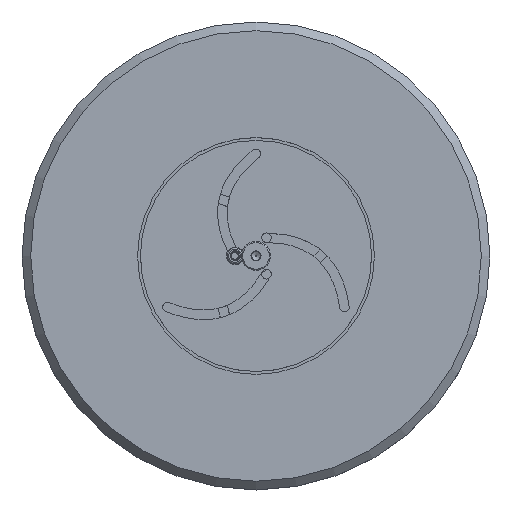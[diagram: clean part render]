
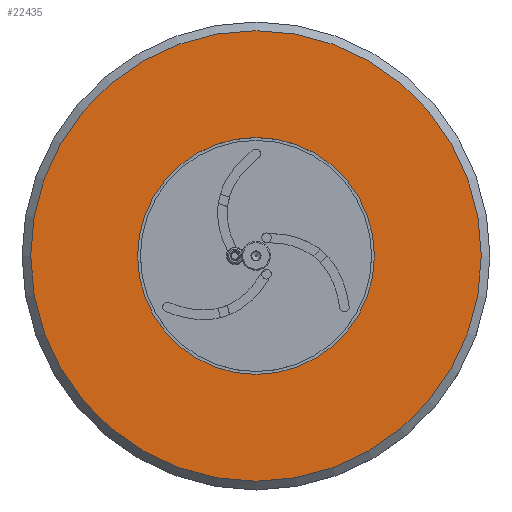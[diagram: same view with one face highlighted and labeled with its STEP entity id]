
A CAD part, top view. The second image highlights one B-rep face of the part: STEP entity #22435.
In plain terms, the highlighted planar face has unit normal (0, 0, 1).
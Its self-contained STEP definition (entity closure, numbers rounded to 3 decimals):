
#21357 = CYLINDRICAL_SURFACE('',#21358,41.);
#21358 = AXIS2_PLACEMENT_3D('',#21359,#21360,#21361);
#21359 = CARTESIAN_POINT('',(0.,0.,26.));
#21360 = DIRECTION('',(0.,0.,-1.));
#21361 = DIRECTION('',(1.,0.,0.));
#21992 = CONICAL_SURFACE('',#21993,81.,0.785);
#21993 = AXIS2_PLACEMENT_3D('',#21994,#21995,#21996);
#21994 = CARTESIAN_POINT('',(0.,0.,33.));
#21995 = DIRECTION('',(0.,0.,-1.));
#21996 = DIRECTION('',(1.,0.,0.));
#22264 = VERTEX_POINT('',#22265);
#22265 = CARTESIAN_POINT('',(41.,0.,36.));
#22286 = EDGE_CURVE('',#22264,#22264,#22287,.T.);
#22287 = SURFACE_CURVE('',#22288,(#22293,#22300),.PCURVE_S1.);
#22288 = CIRCLE('',#22289,41.);
#22289 = AXIS2_PLACEMENT_3D('',#22290,#22291,#22292);
#22290 = CARTESIAN_POINT('',(0.,0.,36.));
#22291 = DIRECTION('',(0.,0.,1.));
#22292 = DIRECTION('',(1.,0.,0.));
#22293 = PCURVE('',#21357,#22294);
#22294 = DEFINITIONAL_REPRESENTATION('',(#22295),#22299);
#22295 = LINE('',#22296,#22297);
#22296 = CARTESIAN_POINT('',(-0.,-10.));
#22297 = VECTOR('',#22298,1.);
#22298 = DIRECTION('',(-1.,0.));
#22299 = ( GEOMETRIC_REPRESENTATION_CONTEXT(2) 
PARAMETRIC_REPRESENTATION_CONTEXT() REPRESENTATION_CONTEXT('2D SPACE',''
  ) );
#22300 = PCURVE('',#22301,#22306);
#22301 = PLANE('',#22302);
#22302 = AXIS2_PLACEMENT_3D('',#22303,#22304,#22305);
#22303 = CARTESIAN_POINT('',(0.,0.,36.));
#22304 = DIRECTION('',(0.,0.,1.));
#22305 = DIRECTION('',(1.,0.,0.));
#22306 = DEFINITIONAL_REPRESENTATION('',(#22307),#22311);
#22307 = CIRCLE('',#22308,41.);
#22308 = AXIS2_PLACEMENT_2D('',#22309,#22310);
#22309 = CARTESIAN_POINT('',(0.,0.));
#22310 = DIRECTION('',(1.,0.));
#22311 = ( GEOMETRIC_REPRESENTATION_CONTEXT(2) 
PARAMETRIC_REPRESENTATION_CONTEXT() REPRESENTATION_CONTEXT('2D SPACE',''
  ) );
#22374 = VERTEX_POINT('',#22375);
#22375 = CARTESIAN_POINT('',(78.,0.,36.));
#22398 = EDGE_CURVE('',#22374,#22374,#22399,.T.);
#22399 = SURFACE_CURVE('',#22400,(#22405,#22412),.PCURVE_S1.);
#22400 = CIRCLE('',#22401,78.);
#22401 = AXIS2_PLACEMENT_3D('',#22402,#22403,#22404);
#22402 = CARTESIAN_POINT('',(0.,0.,36.));
#22403 = DIRECTION('',(0.,0.,1.));
#22404 = DIRECTION('',(1.,0.,0.));
#22405 = PCURVE('',#21992,#22406);
#22406 = DEFINITIONAL_REPRESENTATION('',(#22407),#22411);
#22407 = LINE('',#22408,#22409);
#22408 = CARTESIAN_POINT('',(-0.,-3.));
#22409 = VECTOR('',#22410,1.);
#22410 = DIRECTION('',(-1.,-0.));
#22411 = ( GEOMETRIC_REPRESENTATION_CONTEXT(2) 
PARAMETRIC_REPRESENTATION_CONTEXT() REPRESENTATION_CONTEXT('2D SPACE',''
  ) );
#22412 = PCURVE('',#22301,#22413);
#22413 = DEFINITIONAL_REPRESENTATION('',(#22414),#22418);
#22414 = CIRCLE('',#22415,78.);
#22415 = AXIS2_PLACEMENT_2D('',#22416,#22417);
#22416 = CARTESIAN_POINT('',(0.,0.));
#22417 = DIRECTION('',(1.,0.));
#22418 = ( GEOMETRIC_REPRESENTATION_CONTEXT(2) 
PARAMETRIC_REPRESENTATION_CONTEXT() REPRESENTATION_CONTEXT('2D SPACE',''
  ) );
#22435 = ADVANCED_FACE('',(#22436,#22439),#22301,.T.);
#22436 = FACE_BOUND('',#22437,.T.);
#22437 = EDGE_LOOP('',(#22438));
#22438 = ORIENTED_EDGE('',*,*,#22398,.T.);
#22439 = FACE_BOUND('',#22440,.T.);
#22440 = EDGE_LOOP('',(#22441));
#22441 = ORIENTED_EDGE('',*,*,#22286,.F.);
